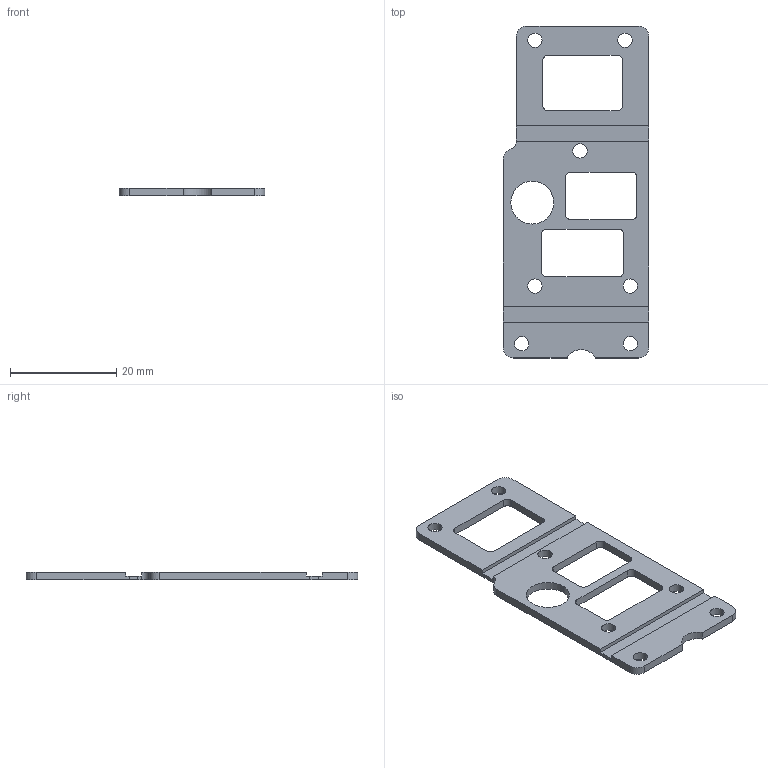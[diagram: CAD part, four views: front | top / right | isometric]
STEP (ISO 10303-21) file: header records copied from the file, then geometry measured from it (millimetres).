
FILE_DESCRIPTION(/* description */ (''),/* implementation_level */ '2;1');
FILE_NAME(/* name */ '9L_PR13_B_BRKT_PELV_L.step',/* time_stamp */ '2011-05-25T17:30:49-04:00',/* author */ (''),/* organization */ (''),/* preprocessor_version */ 'ST-DEVELOPER v11',/* originating_system */ 'SIEMENS PLM Software NX 7.0',/* authorisation */ '');
FILE_SCHEMA (('AUTOMOTIVE_DESIGN { 1 0 10303 214 1 1 1 1 }'));
Length unit declared in the file: millimetre
Products named in the file (1): 9L_PR13_B_BRKT_PELV_L
Bounding box: 27.5 x 62.63 x 1.5 mm (x, y, z)
Volume: 1603 mm3; surface area: 2966.3 mm2
Topology: 1 solids, 1 shells, 76 faces, 214 edges, 140 vertices
Faces by surface type: plane 41, cylinder 35
Entity records: 2533 total; most frequent: DIRECTION 439, CARTESIAN_POINT 431, ORIENTED_EDGE 428, EDGE_CURVE 214, AXIS2_PLACEMENT_3D 148, LINE 143, VECTOR 143, VERTEX_POINT 140
